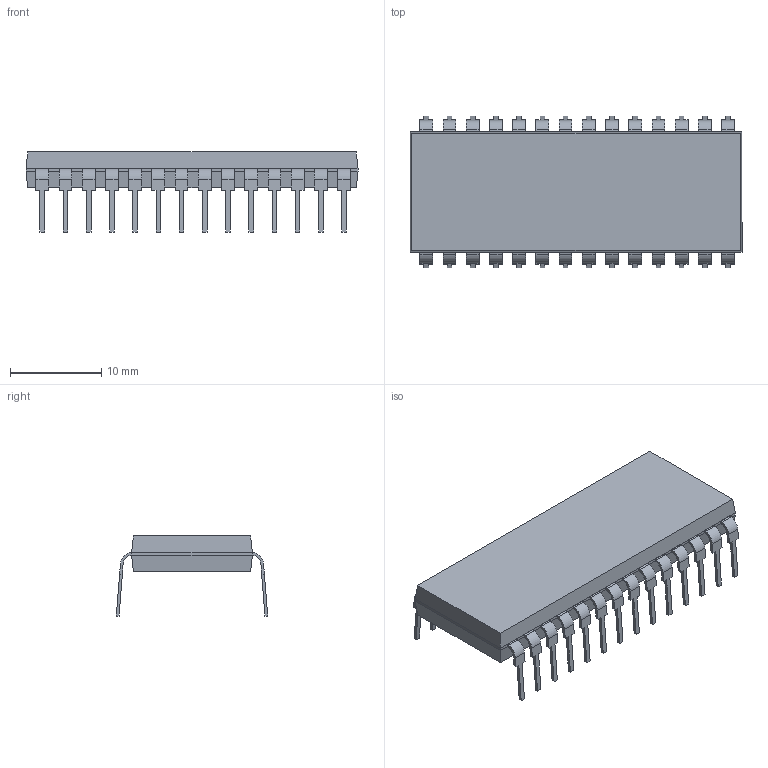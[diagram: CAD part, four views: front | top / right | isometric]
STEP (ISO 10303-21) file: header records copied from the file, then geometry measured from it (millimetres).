
FILE_DESCRIPTION(/* description */ (''),/* implementation_level */ '2;1');
FILE_NAME(/* name */ 'Alliance Memory AS6C6264-55PCN.stp',/* time_stamp */ '2019-04-12T02:02:29+02:00',/* author */ ('BMT'),/* organization */ (''),/* preprocessor_version */ 'ST-DEVELOPER v16.5',/* originating_system */ 'Autodesk Inventor 2017',/* authorisation */ '');
FILE_SCHEMA (('AUTOMOTIVE_DESIGN { 1 0 10303 214 3 1 1 }'));
Length unit declared in the file: millimetre
Products named in the file (4): Alliance Memory AS6C6264-55PCNN; Alliance Memory AS6C6264-55PCN; Alliance Memory AS6C6264-55PCN2_MIR1; Alliance Memory AS6C6264-55PCN2
Assembly tree (29 placements, depth 2):
  Alliance Memory AS6C6264-55PCNN
    Alliance Memory AS6C6264-55PCN
    Alliance Memory AS6C6264-55PCN2_MIR1  x14
    Alliance Memory AS6C6264-55PCN2  x14
Bounding box: 36.32 x 16.56 x 8.76 mm (x, y, z)
Volume: 1907 mm3; surface area: 1809.1 mm2
Topology: 29 solids, 29 shells, 406 faces, 1036 edges, 688 vertices
Faces by surface type: plane 294, cylinder 112
Entity records: 1528 total; most frequent: DIRECTION 266, CARTESIAN_POINT 239, ORIENTED_EDGE 200, EDGE_CURVE 100, AXIS2_PLACEMENT_3D 91, LINE 84, VECTOR 84, VERTEX_POINT 64
